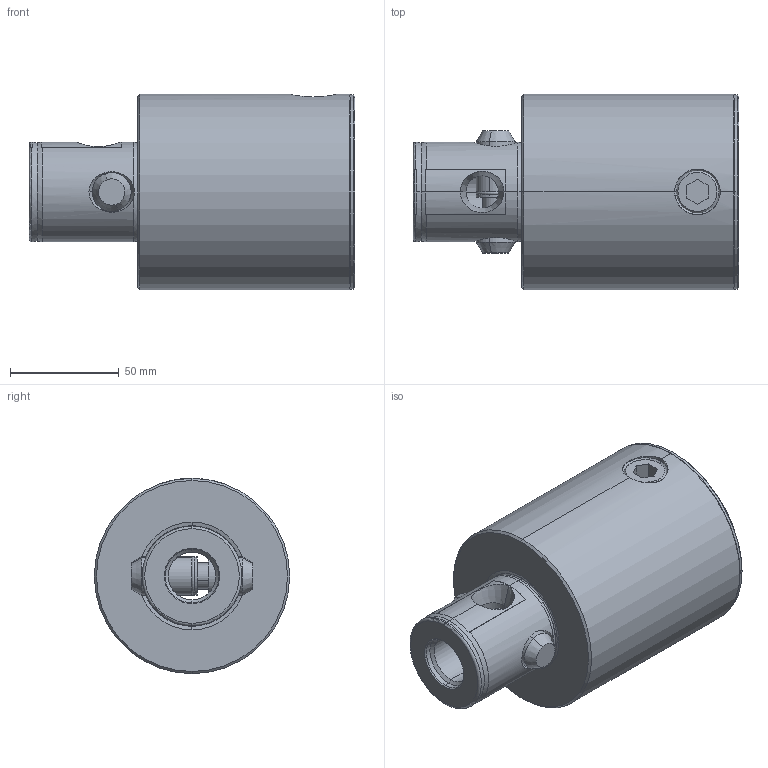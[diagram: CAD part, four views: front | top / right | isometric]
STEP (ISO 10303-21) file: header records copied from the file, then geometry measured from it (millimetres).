
FILE_DESCRIPTION (( 'STEP AP214' ), '1' );
FILE_NAME ('11.331.770.step', '2016-08-05T16:00:48', ( '' ), ( '' ), 'SwSTEP 2.0', 'SolidWorks 2016', '' );
FILE_SCHEMA (( 'AUTOMOTIVE_DESIGN' ));
Length unit declared in the file: millimetre
Products named in the file (6): 10.691.50X_10.691.507; 10.690.43X_10.690.437; 691-50XRing_10.691.507Ring; 11.331.770_11.331.770; 11.331.770
Assembly tree (5 placements, depth 3):
  11.331.770
    11.331.770_11.331.770
    10.690.43X_10.690.437
    10.691.50X_10.691.507
      10.691.50X_10.691.507
      691-50XRing_10.691.507Ring
Bounding box: 150 x 90 x 90 mm (x, y, z)
Volume: 562122 mm3; surface area: 72193.4 mm2
Topology: 4 solids, 4 shells, 142 faces, 320 edges, 187 vertices
Faces by surface type: cylinder 47, cone 43, plane 39, torus 13
Entity records: 5020 total; most frequent: CARTESIAN_POINT 1535, DIRECTION 725, ORIENTED_EDGE 636, EDGE_CURVE 318, AXIS2_PLACEMENT_3D 292, VERTEX_POINT 187, EDGE_LOOP 155, ADVANCED_FACE 142
